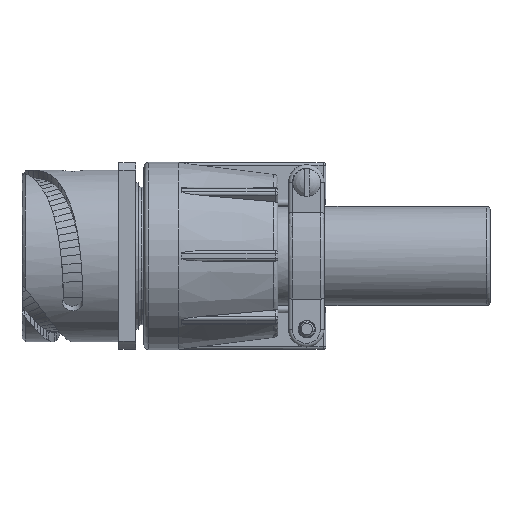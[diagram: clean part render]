
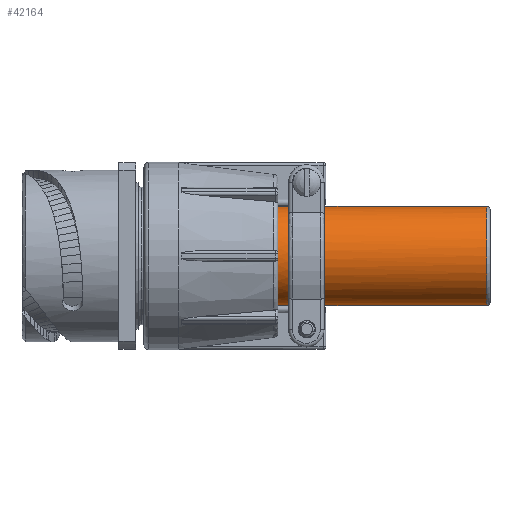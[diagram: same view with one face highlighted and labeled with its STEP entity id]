
A CAD part, top view. The second image highlights one B-rep face of the part: STEP entity #42164.
In plain terms, the highlighted cylindrical face has radius 11.8 mm (diameter 23.6 mm), a partial arc.
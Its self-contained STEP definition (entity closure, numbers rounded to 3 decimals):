
#5910=CARTESIAN_POINT('',(60.67,0.,0.));
#5911=DIRECTION('',(1.,0.,0.));
#5912=DIRECTION('',(0.,1.,0.));
#5913=AXIS2_PLACEMENT_3D('',#5910,#5911,#5912);
#5943=DIRECTION('',(-1.,0.,0.));
#5944=VECTOR('',#5943,50.011);
#5945=CARTESIAN_POINT('',(110.681,11.8,0.));
#5946=LINE('2530',#5945,#5944);
#5947=DIRECTION('',(-1.,0.,0.));
#5948=VECTOR('',#5947,50.011);
#5949=CARTESIAN_POINT('',(110.681,-11.8,0.));
#5950=LINE('2531',#5949,#5948);
#5956=CARTESIAN_POINT('',(110.681,0.,0.));
#5957=DIRECTION('',(1.,0.,0.));
#5958=DIRECTION('',(0.,1.,0.));
#5959=AXIS2_PLACEMENT_3D('',#5956,#5957,#5958);
#7341=DIRECTION('',(1.,0.,0.));
#7342=VECTOR('',#7341,2.581);
#7343=CARTESIAN_POINT('',(63.679,-10.709,4.955));
#7344=LINE('2544',#7343,#7342);
#7353=DIRECTION('',(1.,0.,0.));
#7354=VECTOR('',#7353,2.401);
#7355=CARTESIAN_POINT('',(69.36,-10.709,4.955));
#7356=LINE('2545',#7355,#7354);
#7369=CARTESIAN_POINT('',(63.679,-10.709,4.955));
#7370=CARTESIAN_POINT('',(63.665,-10.546,5.307));
#7371=CARTESIAN_POINT('',(63.639,-10.186,5.996));
#7372=CARTESIAN_POINT('',(63.608,-9.542,6.975));
#7373=CARTESIAN_POINT('',(63.583,-8.806,7.884));
#7374=CARTESIAN_POINT('',(63.563,-7.987,8.712));
#7375=CARTESIAN_POINT('',(63.548,-7.089,9.457));
#7376=CARTESIAN_POINT('',(63.537,-6.119,10.112));
#7377=CARTESIAN_POINT('',(63.528,-5.086,10.669));
#7378=CARTESIAN_POINT('',(63.521,-4.01,11.118));
#7379=CARTESIAN_POINT('',(63.517,-2.892,11.46));
#7380=CARTESIAN_POINT('',(63.514,-1.748,11.689));
#7381=CARTESIAN_POINT('',(63.513,-0.583,
11.805));
#7382=CARTESIAN_POINT('',(63.513,0.583,11.805));
#7383=CARTESIAN_POINT('',(63.514,1.749,11.689));
#7384=CARTESIAN_POINT('',(63.517,2.893,11.46));
#7385=CARTESIAN_POINT('',(63.521,4.011,11.118));
#7386=CARTESIAN_POINT('',(63.528,5.087,10.669));
#7387=CARTESIAN_POINT('',(63.537,6.119,10.112));
#7388=CARTESIAN_POINT('',(63.548,7.089,9.457));
#7389=CARTESIAN_POINT('',(63.564,7.987,8.712));
#7390=CARTESIAN_POINT('',(63.583,8.806,7.884));
#7391=CARTESIAN_POINT('',(63.608,9.542,6.975));
#7392=CARTESIAN_POINT('',(63.639,10.186,5.996));
#7393=CARTESIAN_POINT('',(63.665,10.546,5.307));
#7394=CARTESIAN_POINT('',(63.679,10.709,4.955));
#7409=DIRECTION('',(1.,0.,0.));
#7410=VECTOR('',#7409,2.581);
#7411=CARTESIAN_POINT('',(63.679,10.709,4.955));
#7412=LINE('2546',#7411,#7410);
#7425=DIRECTION('',(1.,0.,0.));
#7426=VECTOR('',#7425,2.401);
#7427=CARTESIAN_POINT('',(69.36,10.709,4.955));
#7428=LINE('2547',#7427,#7426);
#7437=CARTESIAN_POINT('',(66.26,0.,0.));
#7438=DIRECTION('',(1.,0.,0.));
#7439=DIRECTION('',(0.,0.908,0.42));
#7440=AXIS2_PLACEMENT_3D('',#7437,#7438,#7439);
#7447=CARTESIAN_POINT('',(69.36,0.,0.));
#7448=DIRECTION('',(1.,0.,0.));
#7449=DIRECTION('',(0.,0.908,0.42));
#7450=AXIS2_PLACEMENT_3D('',#7447,#7448,#7449);
#7457=CARTESIAN_POINT('',(71.761,10.709,4.955));
#7458=CARTESIAN_POINT('',(71.775,10.546,5.307));
#7459=CARTESIAN_POINT('',(71.801,10.186,5.996));
#7460=CARTESIAN_POINT('',(71.832,9.542,6.975));
#7461=CARTESIAN_POINT('',(71.857,8.806,7.883));
#7462=CARTESIAN_POINT('',(71.876,7.987,8.712));
#7463=CARTESIAN_POINT('',(71.892,7.09,9.457));
#7464=CARTESIAN_POINT('',(71.903,6.119,10.112));
#7465=CARTESIAN_POINT('',(71.912,5.087,10.669));
#7466=CARTESIAN_POINT('',(71.919,4.011,11.118));
#7467=CARTESIAN_POINT('',(71.923,2.893,11.46));
#7468=CARTESIAN_POINT('',(71.926,1.749,11.689));
#7469=CARTESIAN_POINT('',(71.927,0.583,11.805));
#7470=CARTESIAN_POINT('',(71.927,-0.583,
11.805));
#7471=CARTESIAN_POINT('',(71.926,-1.748,11.689));
#7472=CARTESIAN_POINT('',(71.923,-2.893,11.46));
#7473=CARTESIAN_POINT('',(71.919,-4.01,11.118));
#7474=CARTESIAN_POINT('',(71.912,-5.087,10.669));
#7475=CARTESIAN_POINT('',(71.903,-6.119,10.112));
#7476=CARTESIAN_POINT('',(71.892,-7.089,9.457));
#7477=CARTESIAN_POINT('',(71.876,-7.987,8.712));
#7478=CARTESIAN_POINT('',(71.857,-8.806,7.884));
#7479=CARTESIAN_POINT('',(71.832,-9.542,6.975));
#7480=CARTESIAN_POINT('',(71.801,-10.186,5.996));
#7481=CARTESIAN_POINT('',(71.775,-10.546,5.307));
#7482=CARTESIAN_POINT('',(71.761,-10.709,4.955));
#29491=CARTESIAN_POINT('',(110.681,11.8,0.));
#29492=CARTESIAN_POINT('',(60.67,11.8,0.));
#29493=VERTEX_POINT('',#29491);
#29494=VERTEX_POINT('',#29492);
#29495=CARTESIAN_POINT('',(110.681,-11.8,0.));
#29496=CARTESIAN_POINT('',(60.67,-11.8,0.));
#29497=VERTEX_POINT('',#29495);
#29498=VERTEX_POINT('',#29496);
#29511=CARTESIAN_POINT('',(63.679,-10.709,4.955));
#29512=CARTESIAN_POINT('',(66.26,-10.709,4.955));
#29513=VERTEX_POINT('',#29511);
#29514=VERTEX_POINT('',#29512);
#29515=CARTESIAN_POINT('',(69.36,-10.709,4.955));
#29516=CARTESIAN_POINT('',(71.761,-10.709,4.955));
#29517=VERTEX_POINT('',#29515);
#29518=VERTEX_POINT('',#29516);
#29519=CARTESIAN_POINT('',(63.679,10.709,4.955));
#29520=CARTESIAN_POINT('',(66.26,10.709,4.955));
#29521=VERTEX_POINT('',#29519);
#29522=VERTEX_POINT('',#29520);
#29523=CARTESIAN_POINT('',(69.36,10.709,4.955));
#29524=CARTESIAN_POINT('',(71.761,10.709,4.955));
#29525=VERTEX_POINT('',#29523);
#29526=VERTEX_POINT('',#29524);
#42132=CARTESIAN_POINT('',(54.77,0.,0.));
#42133=DIRECTION('',(1.,0.,0.));
#42134=DIRECTION('',(0.,-1.,0.));
#42135=AXIS2_PLACEMENT_3D('',#42132,#42133,#42134);
#42136=CYLINDRICAL_SURFACE('715',#42135,11.8);
#42137=ORIENTED_EDGE('2530',*,*,#42095,.F.);
#42139=ORIENTED_EDGE('2539',*,*,#42138,.T.);
#42140=ORIENTED_EDGE('2531',*,*,#42098,.T.);
#42141=ORIENTED_EDGE('2534',*,*,#42036,.F.);
#42142=EDGE_LOOP('715',(#42137,#42139,#42140,#42141));
#42143=FACE_OUTER_BOUND('715',#42142,.F.);
#42145=ORIENTED_EDGE('2544',*,*,#42144,.T.);
#42147=ORIENTED_EDGE('2548',*,*,#42146,.F.);
#42149=ORIENTED_EDGE('2546',*,*,#42148,.F.);
#42151=ORIENTED_EDGE('2551',*,*,#42150,.F.);
#42152=EDGE_LOOP('715',(#42145,#42147,#42149,#42151));
#42153=FACE_BOUND('715',#42152,.F.);
#42155=ORIENTED_EDGE('2545',*,*,#42154,.T.);
#42157=ORIENTED_EDGE('2550',*,*,#42156,.F.);
#42159=ORIENTED_EDGE('2547',*,*,#42158,.F.);
#42161=ORIENTED_EDGE('2549',*,*,#42160,.T.);
#42162=EDGE_LOOP('715',(#42155,#42157,#42159,#42161));
#42163=FACE_BOUND('715',#42162,.F.);
#5914=CIRCLE('2534',#5913,11.8);
#5960=CIRCLE('2539',#5959,11.8);
#7395=B_SPLINE_CURVE_WITH_KNOTS('2551',3,(#7369,#7370,#7371,#7372,#7373,#7374,
#7375,#7376,#7377,#7378,#7379,#7380,#7381,#7382,#7383,#7384,#7385,#7386,#7387,
#7388,#7389,#7390,#7391,#7392,#7393,#7394),.UNSPECIFIED.,.F.,.F.,(4,1,1,1,1,1,1,
1,1,1,1,1,1,1,1,1,1,1,1,1,1,1,1,4),(0.,0.043,0.087,
0.13,0.174,0.217,0.261,
0.304,0.348,0.391,0.435,
0.478,0.522,0.565,0.609,
0.652,0.696,0.739,0.783,
0.826,0.87,0.913,0.957,1.),
.UNSPECIFIED.);
#7441=CIRCLE('2548',#7440,11.8);
#7451=CIRCLE('2549',#7450,11.8);
#7483=B_SPLINE_CURVE_WITH_KNOTS('2550',3,(#7457,#7458,#7459,#7460,#7461,#7462,
#7463,#7464,#7465,#7466,#7467,#7468,#7469,#7470,#7471,#7472,#7473,#7474,#7475,
#7476,#7477,#7478,#7479,#7480,#7481,#7482),.UNSPECIFIED.,.F.,.F.,(4,1,1,1,1,1,1,
1,1,1,1,1,1,1,1,1,1,1,1,1,1,1,1,4),(0.,0.043,0.087,
0.13,0.174,0.217,0.261,
0.304,0.348,0.391,0.435,
0.478,0.522,0.565,0.609,
0.652,0.696,0.739,0.783,
0.826,0.87,0.913,0.957,1.),
.UNSPECIFIED.);
#42036=EDGE_CURVE('2534',#29494,#29498,#5914,.T.);
#42095=EDGE_CURVE('2530',#29493,#29494,#5946,.T.);
#42098=EDGE_CURVE('2531',#29497,#29498,#5950,.T.);
#42138=EDGE_CURVE('2539',#29493,#29497,#5960,.T.);
#42144=EDGE_CURVE('2544',#29513,#29514,#7344,.T.);
#42146=EDGE_CURVE('2548',#29522,#29514,#7441,.T.);
#42148=EDGE_CURVE('2546',#29521,#29522,#7412,.T.);
#42150=EDGE_CURVE('2551',#29513,#29521,#7395,.T.);
#42154=EDGE_CURVE('2545',#29517,#29518,#7356,.T.);
#42156=EDGE_CURVE('2550',#29526,#29518,#7483,.T.);
#42158=EDGE_CURVE('2547',#29525,#29526,#7428,.T.);
#42160=EDGE_CURVE('2549',#29525,#29517,#7451,.T.);
#42164=ADVANCED_FACE('715',(#42143,#42153,#42163),#42136,.T.);
